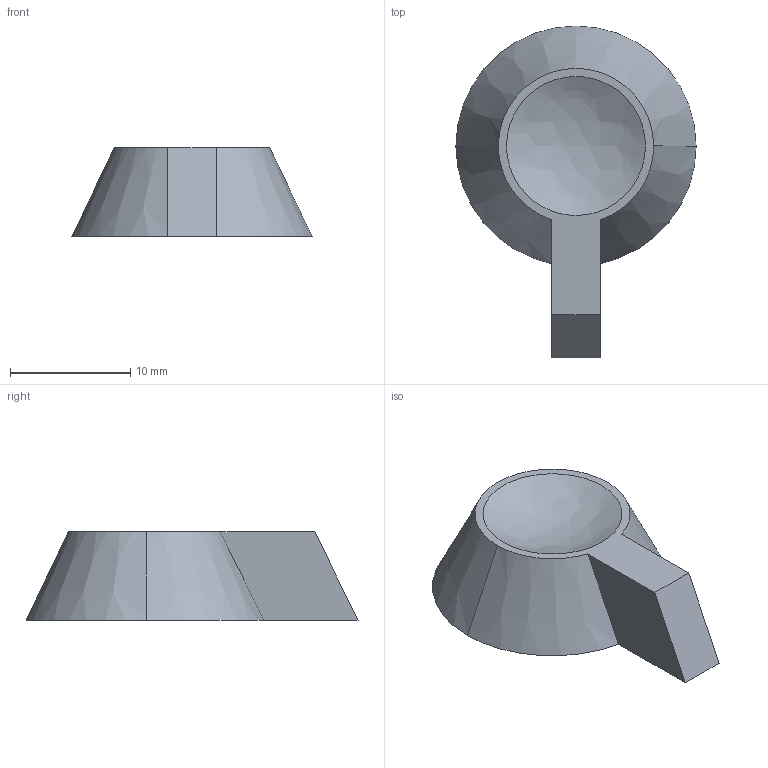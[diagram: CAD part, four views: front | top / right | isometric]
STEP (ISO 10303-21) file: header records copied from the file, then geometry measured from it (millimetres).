
FILE_DESCRIPTION (( 'STEP AP214' ), '1' );
FILE_NAME ('LCD-KNOB.STEP', '2017-12-09T18:04:08', ( '' ), ( '' ), 'SwSTEP 2.0', 'SolidWorks 2017', '' );
FILE_SCHEMA (( 'AUTOMOTIVE_DESIGN' ));
Length unit declared in the file: inch
Products named in the file (1): LCD-KNOB
Bounding box: 20 x 27.64 x 7.4 mm (x, y, z)
Volume: 1512.7 mm3; surface area: 1325.7 mm2
Topology: 1 solids, 1 shells, 21 faces, 53 edges, 36 vertices
Faces by surface type: plane 11, cylinder 6, cone 3, bspline 1
Entity records: 772 total; most frequent: CARTESIAN_POINT 214, DIRECTION 109, ORIENTED_EDGE 106, EDGE_CURVE 53, AXIS2_PLACEMENT_3D 39, VERTEX_POINT 36, VECTOR 31, LINE 31
